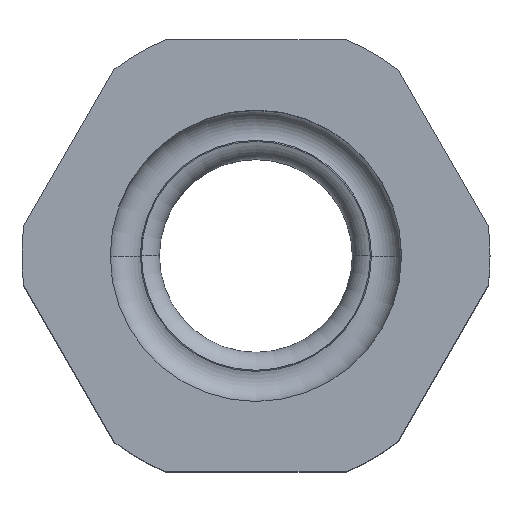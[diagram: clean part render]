
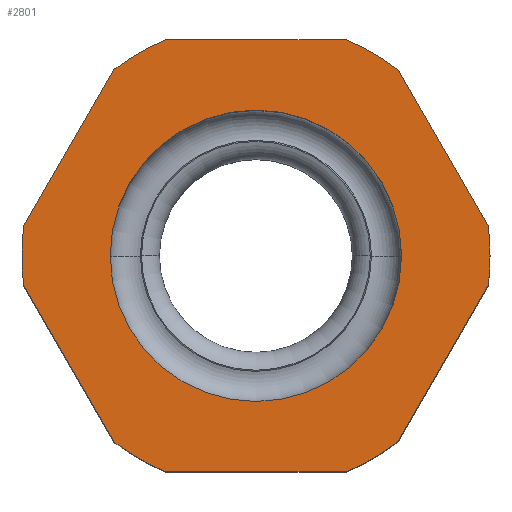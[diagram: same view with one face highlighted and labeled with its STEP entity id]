
A CAD part, top view. The second image highlights one B-rep face of the part: STEP entity #2801.
In plain terms, the highlighted planar face has unit normal (0, 0, 1).
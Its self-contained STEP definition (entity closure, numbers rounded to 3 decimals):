
#42 = AXIS2_PLACEMENT_3D ( 'NONE', #695, #462, #699 ) ;
#65 = AXIS2_PLACEMENT_3D ( 'NONE', #755, #524, #718 ) ;
#84 = VECTOR ( 'NONE', #600, 1000. ) ;
#94 = VECTOR ( 'NONE', #687, 1000. ) ;
#103 = AXIS2_PLACEMENT_3D ( 'NONE', #2264, #2217, #2216 ) ;
#129 = AXIS2_PLACEMENT_3D ( 'NONE', #572, #612, #710 ) ;
#231 = AXIS2_PLACEMENT_3D ( 'NONE', #562, #746, #720 ) ;
#233 = VECTOR ( 'NONE', #636, 1000. ) ;
#262 = AXIS2_PLACEMENT_3D ( 'NONE', #485, #596, #623 ) ;
#277 = VECTOR ( 'NONE', #668, 1000. ) ;
#280 = AXIS2_PLACEMENT_3D ( 'NONE', #575, #516, #618 ) ;
#347 = EDGE_CURVE ( 'NONE', #1301, #1514, #1604, .T. ) ;
#357 = EDGE_CURVE ( 'NONE', #1101, #1306, #1353, .T. ) ;
#363 = EDGE_CURVE ( 'NONE', #1306, #1149, #1090, .T. ) ;
#373 = EDGE_CURVE ( 'NONE', #1410, #1642, #1167, .T. ) ;
#385 = EDGE_CURVE ( 'NONE', #1532, #1101, #1082, .T. ) ;
#388 = EDGE_CURVE ( 'NONE', #1126, #1203, #1033, .T. ) ;
#389 = EDGE_CURVE ( 'NONE', #1514, #1276, #1024, .T. ) ;
#392 = EDGE_CURVE ( 'NONE', #1203, #1507, #592, .T. ) ;
#393 = EDGE_CURVE ( 'NONE', #1507, #1410, #1055, .T. ) ;
#396 = EDGE_CURVE ( 'NONE', #1642, #1301, #1077, .T. ) ;
#407 = EDGE_CURVE ( 'NONE', #1276, #1532, #757, .T. ) ;
#424 = EDGE_CURVE ( 'NONE', #1149, #1626, #477, .T. ) ;
#447 = EDGE_CURVE ( 'NONE', #1413, #1219, #1022, .T. ) ;
#462 = DIRECTION ( 'NONE',  ( 0., 0., 1. ) ) ;
#470 = CARTESIAN_POINT ( 'NONE',  ( 12.413, 0., 25.3 ) ) ;
#477 = LINE ( 'NONE', #740, #277 ) ;
#485 = CARTESIAN_POINT ( 'NONE',  ( 0., 0., 25.3 ) ) ;
#516 = DIRECTION ( 'NONE',  ( 0., 0., 1. ) ) ;
#524 = DIRECTION ( 'NONE',  ( 0., 0., 1. ) ) ;
#562 = CARTESIAN_POINT ( 'NONE',  ( 0., 0., 25.3 ) ) ;
#572 = CARTESIAN_POINT ( 'NONE',  ( 0., 0., 25.3 ) ) ;
#575 = CARTESIAN_POINT ( 'NONE',  ( 0., 0., 25.3 ) ) ;
#592 = LINE ( 'NONE', #470, #94 ) ;
#596 = DIRECTION ( 'NONE',  ( 0., 0., 1. ) ) ;
#600 = DIRECTION ( 'NONE',  ( -1., 0., 0. ) ) ;
#612 = DIRECTION ( 'NONE',  ( 0., 0., 1. ) ) ;
#618 = DIRECTION ( 'NONE',  ( 1., 0., 0. ) ) ;
#623 = DIRECTION ( 'NONE',  ( 1., 0., 0. ) ) ;
#636 = DIRECTION ( 'NONE',  ( 0.5, -0.866, 0. ) ) ;
#668 = DIRECTION ( 'NONE',  ( 0.5, 0.866, 0. ) ) ;
#687 = DIRECTION ( 'NONE',  ( -0.5, 0.866, 0. ) ) ;
#695 = CARTESIAN_POINT ( 'NONE',  ( 0., 0., 25.3 ) ) ;
#699 = DIRECTION ( 'NONE',  ( 1., 0., 0. ) ) ;
#710 = DIRECTION ( 'NONE',  ( 1., 0., 0. ) ) ;
#718 = DIRECTION ( 'NONE',  ( 1., 0., 0. ) ) ;
#720 = DIRECTION ( 'NONE',  ( 1., 0., 0. ) ) ;
#730 = CARTESIAN_POINT ( 'NONE',  ( 6.207, 10.75, 25.3 ) ) ;
#733 = CARTESIAN_POINT ( 'NONE',  ( -12.413, 0., 25.3 ) ) ;
#740 = CARTESIAN_POINT ( 'NONE',  ( 6.207, -10.75, 25.3 ) ) ;
#746 = DIRECTION ( 'NONE',  ( 0., 0., 1. ) ) ;
#755 = CARTESIAN_POINT ( 'NONE',  ( 0., 0., 25.3 ) ) ;
#757 = LINE ( 'NONE', #733, #233 ) ;
#855 = EDGE_LOOP ( 'NONE', ( #1460, #1221 ) ) ;
#964 = EDGE_LOOP ( 'NONE', ( #1207, #1478, #1200, #1593, #1419, #1186, #1217, #1144, #1124, #1115, #1139, #1288, #1362 ) ) ;
#1022 = CIRCLE ( 'NONE', #262, 7.25 ) ;
#1024 = CIRCLE ( 'NONE', #129, 11.65 ) ;
#1033 = CIRCLE ( 'NONE', #65, 11.65 ) ;
#1055 = CIRCLE ( 'NONE', #280, 11.65 ) ;
#1077 = CIRCLE ( 'NONE', #231, 11.65 ) ;
#1082 = CIRCLE ( 'NONE', #42, 11.65 ) ;
#1090 = CIRCLE ( 'NONE', #2011, 11.65 ) ;
#1101 = VERTEX_POINT ( 'NONE', #2210 ) ;
#1115 = ORIENTED_EDGE ( 'NONE', *, *, #363, .T. ) ;
#1124 = ORIENTED_EDGE ( 'NONE', *, *, #357, .T. ) ;
#1126 = VERTEX_POINT ( 'NONE', #2168 ) ;
#1139 = ORIENTED_EDGE ( 'NONE', *, *, #424, .T. ) ;
#1144 = ORIENTED_EDGE ( 'NONE', *, *, #385, .T. ) ;
#1149 = VERTEX_POINT ( 'NONE', #2335 ) ;
#1162 = DIRECTION ( 'NONE',  ( 1., 0., 0. ) ) ;
#1167 = LINE ( 'NONE', #730, #84 ) ;
#1180 = CARTESIAN_POINT ( 'NONE',  ( 0., 0., 25.3 ) ) ;
#1186 = ORIENTED_EDGE ( 'NONE', *, *, #389, .T. ) ;
#1200 = ORIENTED_EDGE ( 'NONE', *, *, #373, .T. ) ;
#1203 = VERTEX_POINT ( 'NONE', #2149 ) ;
#1207 = ORIENTED_EDGE ( 'NONE', *, *, #392, .T. ) ;
#1217 = ORIENTED_EDGE ( 'NONE', *, *, #407, .T. ) ;
#1219 = VERTEX_POINT ( 'NONE', #2143 ) ;
#1221 = ORIENTED_EDGE ( 'NONE', *, *, #447, .F. ) ;
#1250 = DIRECTION ( 'NONE',  ( -0.5, -0.866, 0. ) ) ;
#1276 = VERTEX_POINT ( 'NONE', #2290 ) ;
#1288 = ORIENTED_EDGE ( 'NONE', *, *, #2812, .T. ) ;
#1301 = VERTEX_POINT ( 'NONE', #2353 ) ;
#1306 = VERTEX_POINT ( 'NONE', #2245 ) ;
#1340 = DIRECTION ( 'NONE',  ( 1., 0., 0. ) ) ;
#1343 = DIRECTION ( 'NONE',  ( 0., 0., 1. ) ) ;
#1353 = LINE ( 'NONE', #1480, #1988 ) ;
#1362 = ORIENTED_EDGE ( 'NONE', *, *, #388, .T. ) ;
#1380 = CARTESIAN_POINT ( 'NONE',  ( -6.207, 10.75, 25.3 ) ) ;
#1410 = VERTEX_POINT ( 'NONE', #2368 ) ;
#1413 = VERTEX_POINT ( 'NONE', #2371 ) ;
#1419 = ORIENTED_EDGE ( 'NONE', *, *, #347, .T. ) ;
#1460 = ORIENTED_EDGE ( 'NONE', *, *, #2674, .F. ) ;
#1478 = ORIENTED_EDGE ( 'NONE', *, *, #393, .T. ) ;
#1480 = CARTESIAN_POINT ( 'NONE',  ( -6.207, -10.75, 25.3 ) ) ;
#1507 = VERTEX_POINT ( 'NONE', #2396 ) ;
#1514 = VERTEX_POINT ( 'NONE', #2207 ) ;
#1532 = VERTEX_POINT ( 'NONE', #2198 ) ;
#1593 = ORIENTED_EDGE ( 'NONE', *, *, #396, .T. ) ;
#1604 = LINE ( 'NONE', #1380, #2007 ) ;
#1626 = VERTEX_POINT ( 'NONE', #2174 ) ;
#1642 = VERTEX_POINT ( 'NONE', #2183 ) ;
#1718 = PLANE ( 'NONE',  #1974 ) ;
#1719 = CARTESIAN_POINT ( 'NONE',  ( 0., 0., 25.3 ) ) ;
#1720 = DIRECTION ( 'NONE',  ( 0., 0., 1. ) ) ;
#1721 = DIRECTION ( 'NONE',  ( 1., 0., 0. ) ) ;
#1757 = CARTESIAN_POINT ( 'NONE',  ( 0., 0., 25.3 ) ) ;
#1758 = DIRECTION ( 'NONE',  ( 0., 0., 1. ) ) ;
#1759 = DIRECTION ( 'NONE',  ( 1., 0., 0. ) ) ;
#1902 = FACE_OUTER_BOUND ( 'NONE', #964, .T. ) ;
#1945 = FACE_BOUND ( 'NONE', #855, .T. ) ;
#1947 = AXIS2_PLACEMENT_3D ( 'NONE', #1757, #1758, #1759 ) ;
#1974 = AXIS2_PLACEMENT_3D ( 'NONE', #1719, #1720, #1721 ) ;
#1988 = VECTOR ( 'NONE', #1340, 1000. ) ;
#2007 = VECTOR ( 'NONE', #1250, 1000. ) ;
#2011 = AXIS2_PLACEMENT_3D ( 'NONE', #1180, #1343, #1162 ) ;
#2042 = CIRCLE ( 'NONE', #103, 7.25 ) ;
#2075 = CIRCLE ( 'NONE', #1947, 11.65 ) ;
#2143 = CARTESIAN_POINT ( 'NONE',  ( -7.25, 0., 25.3 ) ) ;
#2149 = CARTESIAN_POINT ( 'NONE',  ( 11.555, 1.487, 25.3 ) ) ;
#2168 = CARTESIAN_POINT ( 'NONE',  ( 11.65, 0., 25.3 ) ) ;
#2174 = CARTESIAN_POINT ( 'NONE',  ( 11.555, -1.487, 25.3 ) ) ;
#2183 = CARTESIAN_POINT ( 'NONE',  ( -4.49, 10.75, 25.3 ) ) ;
#2198 = CARTESIAN_POINT ( 'NONE',  ( -7.065, -9.263, 25.3 ) ) ;
#2207 = CARTESIAN_POINT ( 'NONE',  ( -11.555, 1.487, 25.3 ) ) ;
#2210 = CARTESIAN_POINT ( 'NONE',  ( -4.49, -10.75, 25.3 ) ) ;
#2216 = DIRECTION ( 'NONE',  ( 1., 0., 0. ) ) ;
#2217 = DIRECTION ( 'NONE',  ( 0., 0., 1. ) ) ;
#2245 = CARTESIAN_POINT ( 'NONE',  ( 4.49, -10.75, 25.3 ) ) ;
#2264 = CARTESIAN_POINT ( 'NONE',  ( 0., 0., 25.3 ) ) ;
#2290 = CARTESIAN_POINT ( 'NONE',  ( -11.555, -1.487, 25.3 ) ) ;
#2335 = CARTESIAN_POINT ( 'NONE',  ( 7.065, -9.263, 25.3 ) ) ;
#2353 = CARTESIAN_POINT ( 'NONE',  ( -7.065, 9.263, 25.3 ) ) ;
#2368 = CARTESIAN_POINT ( 'NONE',  ( 4.49, 10.75, 25.3 ) ) ;
#2371 = CARTESIAN_POINT ( 'NONE',  ( 7.25, 0., 25.3 ) ) ;
#2396 = CARTESIAN_POINT ( 'NONE',  ( 7.065, 9.263, 25.3 ) ) ;
#2674 = EDGE_CURVE ( 'NONE', #1219, #1413, #2042, .T. ) ;
#2801 = ADVANCED_FACE ( 'NONE', ( #1945, #1902 ), #1718, .T. ) ;
#2812 = EDGE_CURVE ( 'NONE', #1626, #1126, #2075, .T. ) ;
